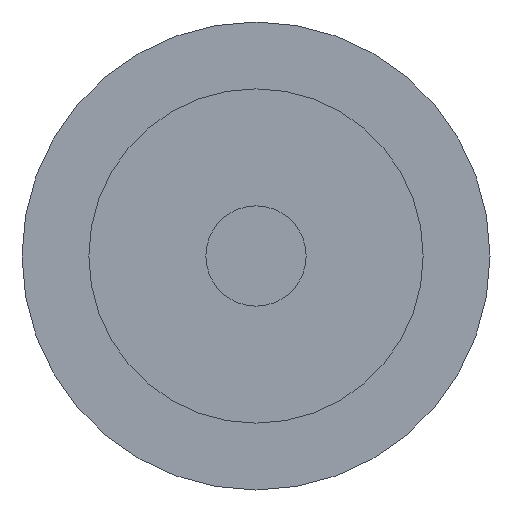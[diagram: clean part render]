
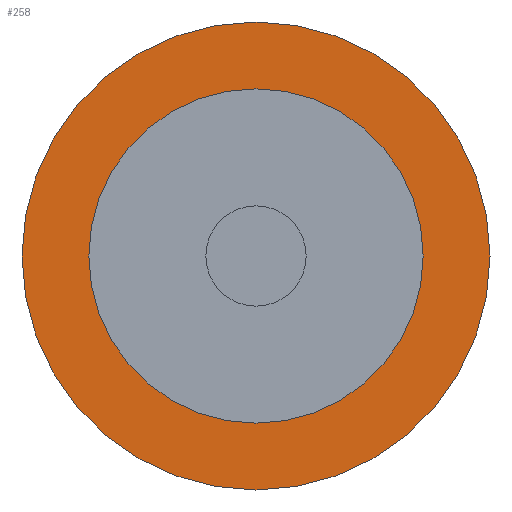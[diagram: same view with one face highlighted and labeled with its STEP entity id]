
A CAD part, left-side view. The second image highlights one B-rep face of the part: STEP entity #258.
In plain terms, the highlighted planar face has unit normal (-1, 0, 0).
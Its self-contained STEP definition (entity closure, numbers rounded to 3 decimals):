
#2 = PLANE ( 'NONE',  #251 ) ;
#17 = VERTEX_POINT ( 'NONE', #145 ) ;
#30 = EDGE_CURVE ( 'NONE', #17, #228, #412, .T. ) ;
#33 = DIRECTION ( 'NONE',  ( 0., 0., -1. ) ) ;
#43 = AXIS2_PLACEMENT_3D ( 'NONE', #138, #384, #161 ) ;
#58 = AXIS2_PLACEMENT_3D ( 'NONE', #379, #183, #222 ) ;
#68 = VERTEX_POINT ( 'NONE', #156 ) ;
#78 = EDGE_CURVE ( 'NONE', #68, #417, #399, .T. ) ;
#103 = DIRECTION ( 'NONE',  ( -1., 0., 0. ) ) ;
#125 = CARTESIAN_POINT ( 'NONE',  ( 5., 0., 5. ) ) ;
#127 = DIRECTION ( 'NONE',  ( 1., 0., 0. ) ) ;
#130 = CARTESIAN_POINT ( 'NONE',  ( 5., 7., 0. ) ) ;
#132 = CARTESIAN_POINT ( 'NONE',  ( 5., 0., 0. ) ) ;
#136 = CARTESIAN_POINT ( 'NONE',  ( 5., 0., -7. ) ) ;
#138 = CARTESIAN_POINT ( 'NONE',  ( 5., 0., 0. ) ) ;
#145 = CARTESIAN_POINT ( 'NONE',  ( 5., 0., -5. ) ) ;
#156 = CARTESIAN_POINT ( 'NONE',  ( 5., 0., 7. ) ) ;
#158 = DIRECTION ( 'NONE',  ( 0., 0., 1. ) ) ;
#161 = DIRECTION ( 'NONE',  ( 0., 0., 1. ) ) ;
#183 = DIRECTION ( 'NONE',  ( -1., 0., 0. ) ) ;
#193 = EDGE_LOOP ( 'NONE', ( #454, #195 ) ) ;
#195 = ORIENTED_EDGE ( 'NONE', *, *, #428, .T. ) ;
#222 = DIRECTION ( 'NONE',  ( 0., 0., 1. ) ) ;
#228 = VERTEX_POINT ( 'NONE', #125 ) ;
#241 = CARTESIAN_POINT ( 'NONE',  ( 5., 0., 0. ) ) ;
#251 = AXIS2_PLACEMENT_3D ( 'NONE', #130, #127, #33 ) ;
#258 = ADVANCED_FACE ( 'NONE', ( #345, #344 ), #2, .F. ) ;
#262 = AXIS2_PLACEMENT_3D ( 'NONE', #132, #371, #158 ) ;
#263 = DIRECTION ( 'NONE',  ( 0., 0., 1. ) ) ;
#266 = EDGE_CURVE ( 'NONE', #228, #17, #337, .T. ) ;
#320 = CIRCLE ( 'NONE', #43, 7. ) ;
#330 = EDGE_LOOP ( 'NONE', ( #438, #445 ) ) ;
#335 = AXIS2_PLACEMENT_3D ( 'NONE', #241, #103, #263 ) ;
#337 = CIRCLE ( 'NONE', #262, 5. ) ;
#344 = FACE_OUTER_BOUND ( 'NONE', #193, .T. ) ;
#345 = FACE_BOUND ( 'NONE', #330, .T. ) ;
#371 = DIRECTION ( 'NONE',  ( -1., 0., 0. ) ) ;
#379 = CARTESIAN_POINT ( 'NONE',  ( 5., 0., 0. ) ) ;
#384 = DIRECTION ( 'NONE',  ( -1., 0., 0. ) ) ;
#399 = CIRCLE ( 'NONE', #58, 7. ) ;
#412 = CIRCLE ( 'NONE', #335, 5. ) ;
#417 = VERTEX_POINT ( 'NONE', #136 ) ;
#428 = EDGE_CURVE ( 'NONE', #417, #68, #320, .T. ) ;
#438 = ORIENTED_EDGE ( 'NONE', *, *, #266, .F. ) ;
#445 = ORIENTED_EDGE ( 'NONE', *, *, #30, .F. ) ;
#454 = ORIENTED_EDGE ( 'NONE', *, *, #78, .T. ) ;
